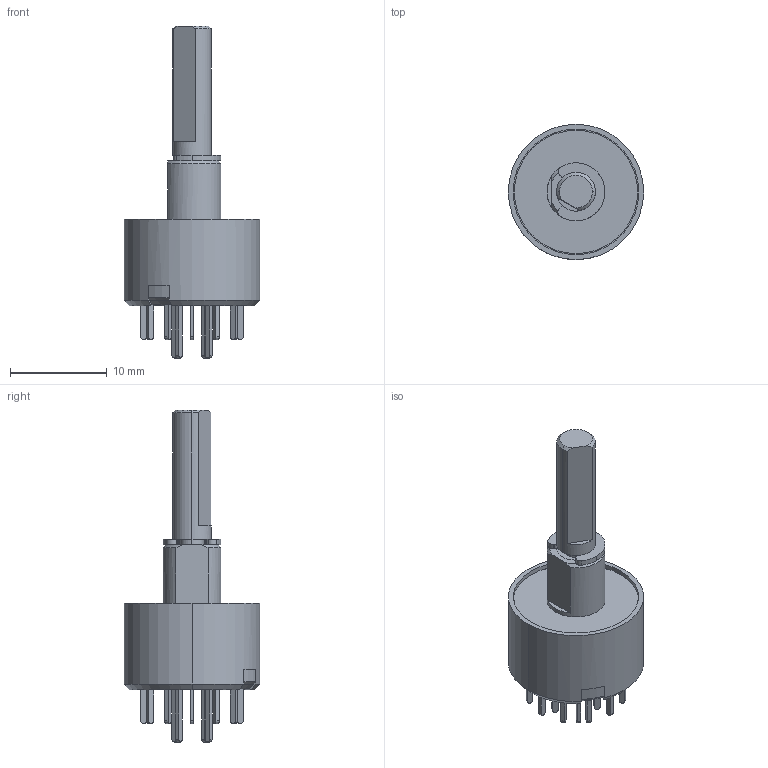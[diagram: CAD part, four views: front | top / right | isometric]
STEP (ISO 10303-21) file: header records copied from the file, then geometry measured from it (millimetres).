
FILE_DESCRIPTION (( 'STEP AP203' ), '1' );
FILE_NAME ('3ﾏ4ﾍ 34 IP47.STEP', '2020-05-25T03:48:59', ( '' ), ( '' ), 'SwSTEP 2.0', 'SolidWorks 2017', '' );
FILE_SCHEMA (( 'CONFIG_CONTROL_DESIGN' ));
Length unit declared in the file: millimetre
Products named in the file (26): ÌÏÍ3 10Ï âûâîä-oa7; ÌÏÍ3 10Ï îñíîâàíèå; 扻錪犩 諘瀁謺鍷; ÔÈÌÄ-Ý.18.27 Óçåë ôèêñàöèè; ÌÏÍ3 Êîíòàêò íà 180; �����_3�4�; ﾔﾈﾌﾄ-ﾝ.18.34 ﾂ琿_34; ÌÏÍ3 ðîòîð 4Í; 3ﾏ4ﾍ 34 IP47; 匀棠.754175.002 暑朦鲱 箫腩蝽栩咫铄; 扻豵鵨; ÌÏÍ3 Ïðóæèíêà Ô ïðÿìàÿ
Assembly tree (24 placements, depth 3):
  ÌÏÍ3 ðîòîð 4Í
  3ﾏ4ﾍ 34 IP47
    ÔÈÌÄ-Ý.18.27 Óçåë ôèêñàöèè
      扻豵鵨
      扻錪犩 諘瀁謺鍷
      匀棠.754175.002 暑朦鲱 箫腩蝽栩咫铄  x2
    �����_3�4�
      ÌÏÍ3 Êîíòàêò íà 180
      ÌÏÍ3 10Ï âûâîä-oa7
      ÌÏÍ3 10Ï îñíîâàíèå
      ÌÏÍ3 10Ï âûâîä-oa7
      ÌÏÍ3 10Ï âûâîä-oa7
      ÌÏÍ3 10Ï âûâîä-oa7
      ÌÏÍ3 10Ï âûâîä-oa7
      ÌÏÍ3 10Ï âûâîä-oa7
      ÌÏÍ3 10Ï âûâîä-oa7
      ÌÏÍ3 10Ï âûâîä-oa7
      ÌÏÍ3 10Ï âûâîä-oa7
      ÌÏÍ3 10Ï âûâîä-oa7
      ÌÏÍ3 10Ï âûâîä-oa7
      ÌÏÍ3 10Ï âûâîä-oa7
      ÌÏÍ3 Êîíòàêò íà 180
      ÌÏÍ3 Êîíòàêò íà 180
      ÌÏÍ3 Êîíòàêò íà 180
    ﾔﾈﾌﾄ-ﾝ.18.34 ﾂ琿_34
  ÌÏÍ3 Ïðóæèíêà Ô ïðÿìàÿ
Bounding box: 14 x 14 x 34.35 mm (x, y, z)
Volume: 819.1 mm3; surface area: 2298.5 mm2
Topology: 22 solids, 22 shells, 321 faces, 747 edges, 490 vertices
Faces by surface type: plane 207, cylinder 76, cone 20, bspline 18
Entity records: 11981 total; most frequent: CARTESIAN_POINT 1901, DIRECTION 1551, ORIENTED_EDGE 1478, EDGE_CURVE 739, AXIS2_PLACEMENT_3D 520, VECTOR 511, LINE 511, VERTEX_POINT 486
